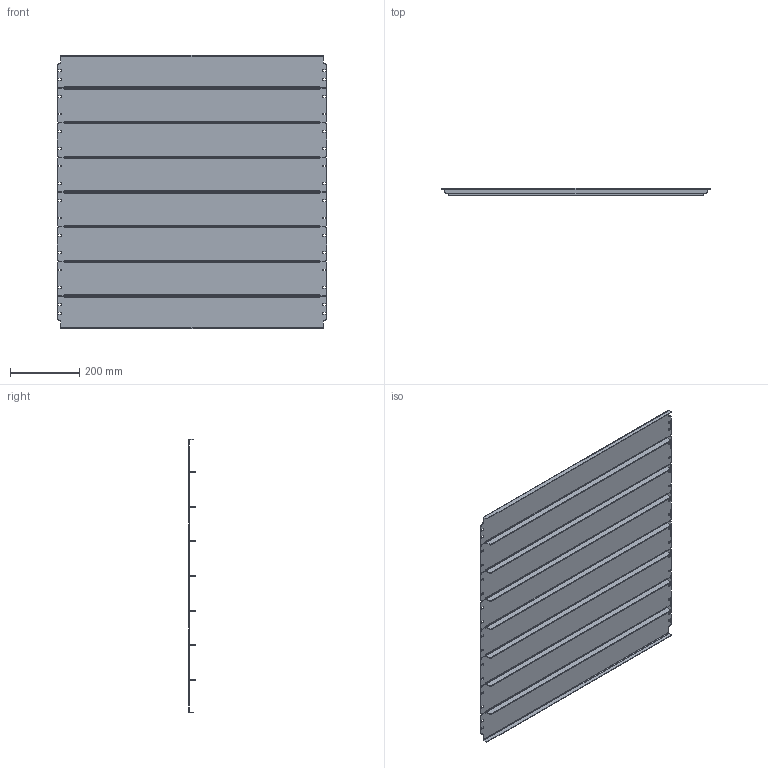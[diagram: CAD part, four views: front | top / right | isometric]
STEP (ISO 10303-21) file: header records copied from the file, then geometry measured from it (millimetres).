
FILE_DESCRIPTION (( 'STEP AP214' ), '1' );
FILE_NAME ('639.900.STEP', '2024-11-05T04:07:44', ( '' ), ( '' ), 'SwSTEP 2.0', 'SolidWorks 2021', '' );
FILE_SCHEMA (( 'AUTOMOTIVE_DESIGN' ));
Length unit declared in the file: millimetre
Products named in the file (3): 639.095; 639.900; 639.101
Assembly tree (8 placements, depth 2):
  639.900
    639.095  x2
    639.101  x6
Bounding box: 776.5 x 20 x 790 mm (x, y, z)
Volume: 1215181 mm3; surface area: 1643222.8 mm2
Topology: 8 solids, 8 shells, 432 faces, 1148 edges, 732 vertices
Faces by surface type: plane 268, cylinder 164
Entity records: 3522 total; most frequent: DIRECTION 614, CARTESIAN_POINT 587, ORIENTED_EDGE 572, EDGE_CURVE 286, AXIS2_PLACEMENT_3D 209, LINE 196, VECTOR 196, VERTEX_POINT 182
